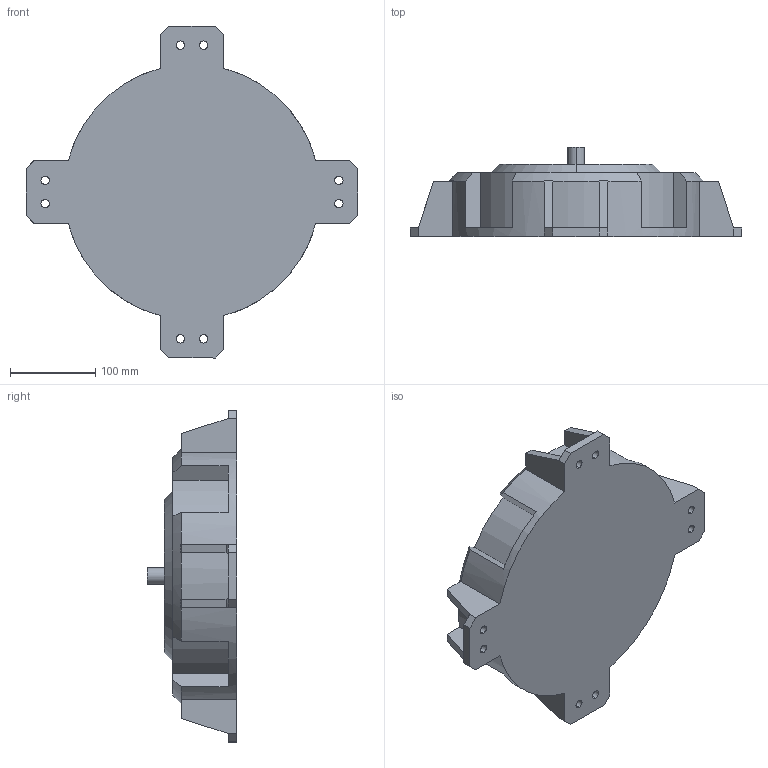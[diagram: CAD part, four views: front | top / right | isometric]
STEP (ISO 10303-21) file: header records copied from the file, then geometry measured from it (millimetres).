
FILE_DESCRIPTION (( 'STEP AP203' ), '1' );
FILE_NAME ('final_base_Default_sldprt.STEP', '2025-07-04T14:17:07', ( '' ), ( '' ), 'SwSTEP 2.0', 'SolidWorks 2021', '' );
FILE_SCHEMA (( 'CONFIG_CONTROL_DESIGN' ));
Length unit declared in the file: millimetre
Products named in the file (1): final_base_Default_sldprt
Bounding box: 390.47 x 105 x 390.47 mm (x, y, z)
Volume: 5473227.8 mm3; surface area: 275889.4 mm2
Topology: 1 solids, 1 shells, 108 faces, 293 edges, 189 vertices
Faces by surface type: plane 64, cylinder 35, cone 7, torus 2
Entity records: 3569 total; most frequent: CARTESIAN_POINT 705, ORIENTED_EDGE 586, DIRECTION 580, EDGE_CURVE 293, AXIS2_PLACEMENT_3D 200, VERTEX_POINT 189, VECTOR 180, LINE 180
